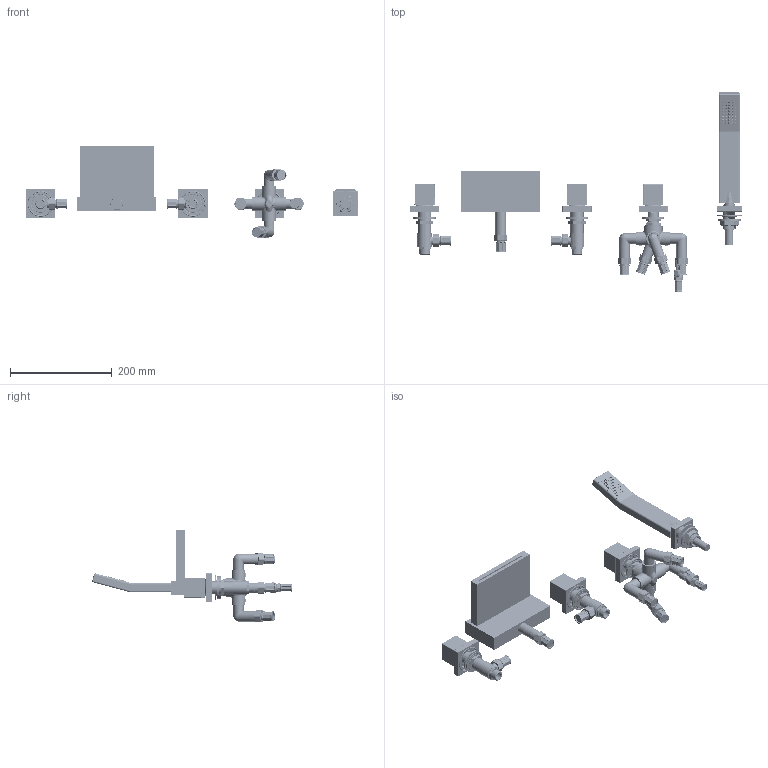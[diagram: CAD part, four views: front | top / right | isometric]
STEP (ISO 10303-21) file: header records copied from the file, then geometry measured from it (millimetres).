
FILE_DESCRIPTION((''),'2;1');
FILE_NAME('RA000260_ASM','2012-06-24T',('AdrianoZ'),(''),'PRO/ENGINEER BY PARAMETRIC TECHNOLOGY CORPORATION, 2004150','PRO/ENGINEER BY PARAMETRIC TECHNOLOGY CORPORATION, 2004150','');
FILE_SCHEMA(('CONFIG_CONTROL_DESIGN'));
Length unit declared in the file: millimetre
Products named in the file (83): CO_BEGV; PN_01; VC_09FLNF; RO_89; OR_3181; DD_05; DS_02; GG_06; KF_09_ASM; CO_DV_23; FON_05; KD_05; PT_21; OR_2112; RB_03; AD_14; OR_2031; OR_114; AD_14_CP_ASM; SE_12; PT_21_CP_ASM; 653_NU_ASM; GH_32; DD_10; DS_03; GG_14; KF_12_ASM; SD_17; FD_05FA; FD_05FB; FD_05_ASM; GF_08; GF_07; PARTYBODY1; BODY_4_1; BODY_4_2; BODY_4_3; BODY_4_4; BODY_4_5; BODY_4_6 ...
Assembly tree (107 placements, depth 5):
  RA000260_ASM
    CO_BEGV
    PN_01  x2
    VC_09FLNF  x2
    RO_89  x3
    OR_3181  x3
    KF_09_ASM  x2
      DD_05
      DS_02
      GG_06
    653_NU_ASM
      CO_DV_23
      FON_05
      KD_05
      PT_21_CP_ASM
        PT_21
        OR_2112
        RB_03
        AD_14_CP_ASM
          AD_14
          OR_2031
          OR_114
        SE_12
    GH_32
    KF_12_ASM
      DD_10
      DS_03
      GG_14
    SD_17
    FD_05_ASM
      FD_05FA
      FD_05FB
    GF_08
    GF_07  x8
    94753_ASM
      P94753_00_ASM
        PARTYBODY1
        BODY_4_1
        BODY_4_2
        BODY_4_3
        BODY_4_4
        BODY_4_5
        BODY_4_6
        BODY_4_7
        BODY_4_8
        BODY_4_9
        BODY_4_10
        BODY_4_11
        BODY_4_12
        BODY_4_13
        BODY_4_14
        BODY_4_15
        BODY_4_16
        BODY_4_17
        BODY_4_18
        BODY_4_19
        BODY_4_20
        BODY_4_21
        BODY_4_22
        BODY_4_23
Bounding box: 653.75 x 392.85 x 181.75 mm (x, y, z)
Volume: 1310785.1 mm3; surface area: 462728.7 mm2
Topology: 103 solids, 161 shells, 6422 faces, 15982 edges, 9854 vertices
Faces by surface type: plane 2630, cylinder 1944, bspline 923, torus 454, cone 277, sphere 190, extrusion 4
Entity records: 129380 total; most frequent: CARTESIAN_POINT 42273, DIRECTION 18178, ORIENTED_EDGE 17668, EDGE_CURVE 8921, AXIS2_PLACEMENT_3D 7051, VERTEX_POINT 5607, VECTOR 4076, LINE 4072
